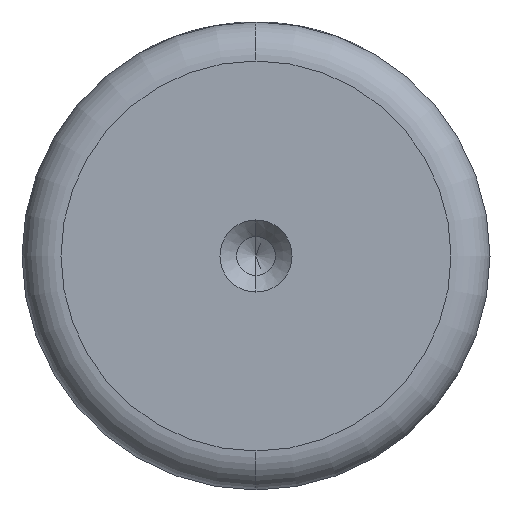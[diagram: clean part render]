
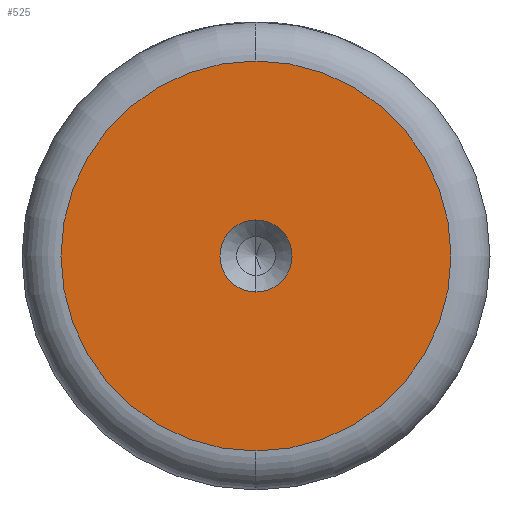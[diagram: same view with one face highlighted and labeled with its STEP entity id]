
A CAD part, left-side view. The second image highlights one B-rep face of the part: STEP entity #525.
In plain terms, the highlighted planar face has unit normal (-1, 0, 0).
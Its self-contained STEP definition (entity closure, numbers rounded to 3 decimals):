
#4 = FACE_BOUND ( 'NONE', #321, .T. ) ;
#109 = ORIENTED_EDGE ( 'NONE', *, *, #1188, .F. ) ;
#139 = CARTESIAN_POINT ( 'NONE',  ( 0., 0., 0. ) ) ;
#223 = ORIENTED_EDGE ( 'NONE', *, *, #1194, .T. ) ;
#248 = DIRECTION ( 'NONE',  ( 0., 0., 1. ) ) ;
#270 = VERTEX_POINT ( 'NONE', #382 ) ;
#285 = CARTESIAN_POINT ( 'NONE',  ( 0., 0., 0. ) ) ;
#314 = CIRCLE ( 'NONE', #649, 10. ) ;
#321 = EDGE_LOOP ( 'NONE', ( #109, #919 ) ) ;
#382 = CARTESIAN_POINT ( 'NONE',  ( 0., 0., -1.85 ) ) ;
#395 = CARTESIAN_POINT ( 'NONE',  ( 0., 0., 0. ) ) ;
#397 = DIRECTION ( 'NONE',  ( 0., 0., 1. ) ) ;
#401 = CIRCLE ( 'NONE', #782, 10. ) ;
#405 = ORIENTED_EDGE ( 'NONE', *, *, #1041, .T. ) ;
#421 = EDGE_LOOP ( 'NONE', ( #405, #223 ) ) ;
#489 = VERTEX_POINT ( 'NONE', #925 ) ;
#498 = DIRECTION ( 'NONE',  ( 0., 0., 1. ) ) ;
#507 = CARTESIAN_POINT ( 'NONE',  ( 0., 0., 0. ) ) ;
#511 = CARTESIAN_POINT ( 'NONE',  ( 0., 0., -10. ) ) ;
#525 = ADVANCED_FACE ( 'NONE', ( #4, #1113 ), #1035, .T. ) ;
#559 = CARTESIAN_POINT ( 'NONE',  ( 0., 0., 0. ) ) ;
#591 = CIRCLE ( 'NONE', #644, 1.85 ) ;
#598 = CARTESIAN_POINT ( 'NONE',  ( 0., 0., 10. ) ) ;
#604 = VERTEX_POINT ( 'NONE', #511 ) ;
#644 = AXIS2_PLACEMENT_3D ( 'NONE', #559, #1302, #670 ) ;
#649 = AXIS2_PLACEMENT_3D ( 'NONE', #139, #886, #248 ) ;
#670 = DIRECTION ( 'NONE',  ( 0., 0., 1. ) ) ;
#721 = DIRECTION ( 'NONE',  ( 0., 0., 1. ) ) ;
#782 = AXIS2_PLACEMENT_3D ( 'NONE', #395, #1144, #498 ) ;
#825 = AXIS2_PLACEMENT_3D ( 'NONE', #285, #1031, #397 ) ;
#866 = AXIS2_PLACEMENT_3D ( 'NONE', #507, #1355, #721 ) ;
#886 = DIRECTION ( 'NONE',  ( -1., 0., 0. ) ) ;
#919 = ORIENTED_EDGE ( 'NONE', *, *, #921, .F. ) ;
#921 = EDGE_CURVE ( 'NONE', #270, #489, #1375, .T. ) ;
#925 = CARTESIAN_POINT ( 'NONE',  ( 0., 0., 1.85 ) ) ;
#936 = VERTEX_POINT ( 'NONE', #598 ) ;
#1031 = DIRECTION ( 'NONE',  ( -1., 0., 0. ) ) ;
#1035 = PLANE ( 'NONE',  #866 ) ;
#1041 = EDGE_CURVE ( 'NONE', #936, #604, #401, .T. ) ;
#1113 = FACE_OUTER_BOUND ( 'NONE', #421, .T. ) ;
#1144 = DIRECTION ( 'NONE',  ( -1., 0., 0. ) ) ;
#1188 = EDGE_CURVE ( 'NONE', #489, #270, #591, .T. ) ;
#1194 = EDGE_CURVE ( 'NONE', #604, #936, #314, .T. ) ;
#1302 = DIRECTION ( 'NONE',  ( -1., 0., 0. ) ) ;
#1355 = DIRECTION ( 'NONE',  ( -1., 0., 0. ) ) ;
#1375 = CIRCLE ( 'NONE', #825, 1.85 ) ;
